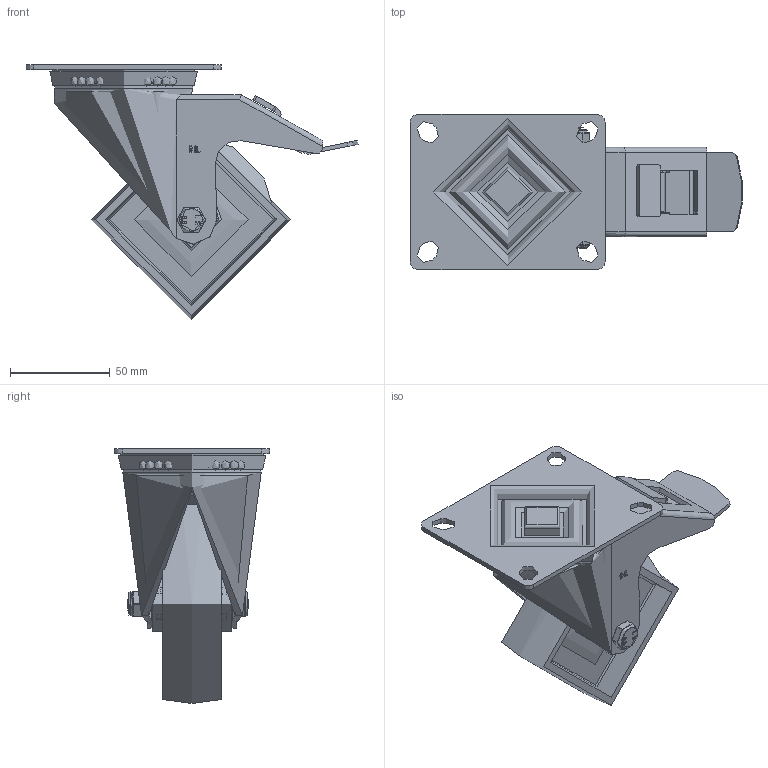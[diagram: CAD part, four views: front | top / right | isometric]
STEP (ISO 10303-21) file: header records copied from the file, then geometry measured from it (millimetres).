
FILE_DESCRIPTION(/* description */ (''),/* implementation_level */ '2;1');
FILE_NAME(/* name */ 'BZGMM100NYBSWB.step',/* time_stamp */ '2024-05-28T11:38:45+01:00',/* author */ (''),/* organization */ (''),/* preprocessor_version */ 'ST-DEVELOPER v20',/* originating_system */ 'Autodesk Translation Framework v13.14.0.145',/* authorisation */ '');
FILE_SCHEMA (('AUTOMOTIVE_DESIGN { 1 0 10303 214 3 1 1 }'));
Length unit declared in the file: millimetre
Products named in the file (26): BZGMM100NYBSWB; BZGMM100ASSWB - 2 v1; ZINC PLATED, PRESSED STEEL FORKS; BRAKE PAD; BEARING SEAL; ZINC PLATED, PRESSED STEEL BRAKE PEDAL; ZINC PLATED, PRESSED STEEL TOP PLATE; ZINC PLATED, PRESSED STEEL TOP PLATE Geometry; Pattern; Component2; BZMM100WNYRB v1; NYLON WHEEL; NYLON WHEEL Geometry; CAP; ROLLER BEARING; CAGE; ribs; Component2 (1); TUBEM12X40 v1; ZINC PLATED STEEL TUBE; HEXBOLTM8X55Z8.8 v2; GRADE 8.8 ZINC PLATED BOLT; NYLOCM8Z v1; NYLOC NUT; NUT; RUBBER
Assembly tree (59 placements, depth 5):
  BZGMM100NYBSWB
    BZGMM100ASSWB - 2 v1
      ZINC PLATED, PRESSED STEEL FORKS
      BRAKE PAD
      BEARING SEAL
      ZINC PLATED, PRESSED STEEL BRAKE PEDAL
      ZINC PLATED, PRESSED STEEL TOP PLATE
        ZINC PLATED, PRESSED STEEL TOP PLATE Geometry
        Pattern
          Component2  x28
    BZMM100WNYRB v1
      NYLON WHEEL
        NYLON WHEEL Geometry
        CAP
      ROLLER BEARING
        CAGE
        ribs
          Component2 (1)  x8
    TUBEM12X40 v1
      ZINC PLATED STEEL TUBE
    HEXBOLTM8X55Z8.8 v2
      GRADE 8.8 ZINC PLATED BOLT
    NYLOCM8Z v1
      NYLOC NUT
        NUT
        RUBBER
Bounding box: 166.69 x 78 x 128 mm (x, y, z)
Volume: 216176.7 mm3; surface area: 119533.5 mm2
Topology: 48 solids, 48 shells, 579 faces, 1439 edges, 906 vertices
Faces by surface type: plane 255, cylinder 204, sphere 52, bspline 41, torus 20, cone 7
Full cylindrical faces by diameter (mm): 0.664 x2, 3.75 x8, 6.446 x7, 7.866 x13, 8 x3, 8.2 x2, 8.4 x1, 8.6 x2, 11.5 x1, 11.9 x1, 12.1 x1, 12.2 x1, 12.5 x2, 19.5 x1, 20 x2, 25 x2, 26 x1, 27.5 x2, 30 x2, 47 x1, 64.5 x1, 69.5 x1
Entity records: 22726 total; most frequent: CARTESIAN_POINT 9159, DIRECTION 2709, ORIENTED_EDGE 2658, EDGE_CURVE 1329, AXIS2_PLACEMENT_3D 987, VERTEX_POINT 838, LINE 735, VECTOR 735
